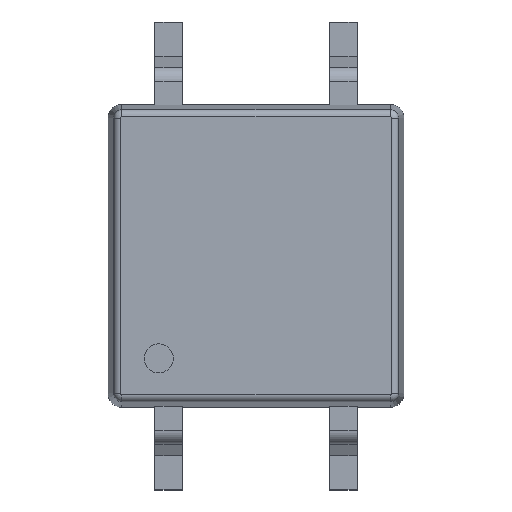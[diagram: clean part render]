
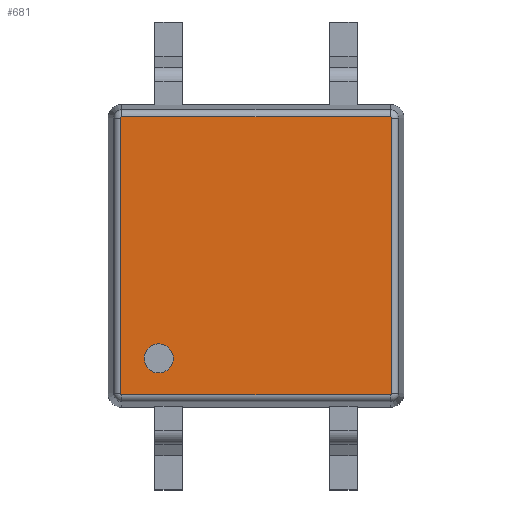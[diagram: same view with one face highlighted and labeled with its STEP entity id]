
A CAD part, top view. The second image highlights one B-rep face of the part: STEP entity #681.
In plain terms, the highlighted planar face has unit normal (0, 0, 1).
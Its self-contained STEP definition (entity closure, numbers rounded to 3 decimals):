
#286 = DIRECTION ( 'NONE',  ( 0., -1., 0. ) ) ;
#343 = VERTEX_POINT ( 'NONE', #4980 ) ;
#354 = ORIENTED_EDGE ( 'NONE', *, *, #6003, .T. ) ;
#400 = CARTESIAN_POINT ( 'NONE',  ( -1.95, -2.021, 1. ) ) ;
#505 = ORIENTED_EDGE ( 'NONE', *, *, #513, .T. ) ;
#513 = EDGE_CURVE ( 'NONE', #4585, #4933, #6126, .T. ) ;
#553 = AXIS2_PLACEMENT_3D ( 'NONE', #4984, #2062, #5528 ) ;
#569 = CARTESIAN_POINT ( 'NONE',  ( 1.95, -2.021, 1. ) ) ;
#575 = DIRECTION ( 'NONE',  ( 1., 0., 0. ) ) ;
#681 = ADVANCED_FACE ( 'NONE', ( #3990, #4763 ), #1891, .T. ) ;
#884 = CIRCLE ( 'NONE', #1933, 0.211 ) ;
#940 = EDGE_CURVE ( 'NONE', #4933, #2486, #2742, .T. ) ;
#997 = DIRECTION ( 'NONE',  ( 0., 0., 1. ) ) ;
#999 = DIRECTION ( 'NONE',  ( 1., 0., 0. ) ) ;
#1026 = AXIS2_PLACEMENT_3D ( 'NONE', #1641, #7066, #2102 ) ;
#1029 = CIRCLE ( 'NONE', #3071, 0.021 ) ;
#1088 = CARTESIAN_POINT ( 'NONE',  ( -1.95, 2.021, 1. ) ) ;
#1129 = ORIENTED_EDGE ( 'NONE', *, *, #3732, .T. ) ;
#1221 = DIRECTION ( 'NONE',  ( 0., 1., 0. ) ) ;
#1373 = VECTOR ( 'NONE', #4409, 1000. ) ;
#1438 = CARTESIAN_POINT ( 'NONE',  ( -1.95, 2.021, 1. ) ) ;
#1532 = LINE ( 'NONE', #5205, #1890 ) ;
#1641 = CARTESIAN_POINT ( 'NONE',  ( 1.95, 2., 1. ) ) ;
#1700 = EDGE_CURVE ( 'NONE', #6137, #3773, #3225, .T. ) ;
#1834 = CARTESIAN_POINT ( 'NONE',  ( -1.202, -1.491, 1. ) ) ;
#1890 = VECTOR ( 'NONE', #286, 1000. ) ;
#1891 = PLANE ( 'NONE',  #4284 ) ;
#1933 = AXIS2_PLACEMENT_3D ( 'NONE', #4901, #3771, #3214 ) ;
#1937 = EDGE_CURVE ( 'NONE', #6263, #3079, #884, .T. ) ;
#2040 = ORIENTED_EDGE ( 'NONE', *, *, #1700, .T. ) ;
#2062 = DIRECTION ( 'NONE',  ( 0., 0., 1. ) ) ;
#2102 = DIRECTION ( 'NONE',  ( 1., 0., 0. ) ) ;
#2146 = DIRECTION ( 'NONE',  ( 1., 0., 0. ) ) ;
#2268 = CARTESIAN_POINT ( 'NONE',  ( 1.971, 2., 1. ) ) ;
#2414 = DIRECTION ( 'NONE',  ( 0., 0., 1. ) ) ;
#2486 = VERTEX_POINT ( 'NONE', #4311 ) ;
#2717 = EDGE_LOOP ( 'NONE', ( #5562, #4462 ) ) ;
#2742 = CIRCLE ( 'NONE', #2954, 0.021 ) ;
#2807 = EDGE_CURVE ( 'NONE', #2486, #7026, #4155, .T. ) ;
#2856 = LINE ( 'NONE', #1088, #1373 ) ;
#2954 = AXIS2_PLACEMENT_3D ( 'NONE', #3705, #4261, #999 ) ;
#3030 = CARTESIAN_POINT ( 'NONE',  ( -1.971, -2., 1. ) ) ;
#3071 = AXIS2_PLACEMENT_3D ( 'NONE', #6609, #997, #2146 ) ;
#3079 = VERTEX_POINT ( 'NONE', #5548 ) ;
#3214 = DIRECTION ( 'NONE',  ( 1., 0., 0. ) ) ;
#3225 = CIRCLE ( 'NONE', #4859, 0.021 ) ;
#3458 = EDGE_CURVE ( 'NONE', #343, #6137, #2856, .T. ) ;
#3694 = VECTOR ( 'NONE', #5133, 1000. ) ;
#3705 = CARTESIAN_POINT ( 'NONE',  ( 1.95, -2., 1. ) ) ;
#3732 = EDGE_CURVE ( 'NONE', #6479, #4585, #1029, .T. ) ;
#3771 = DIRECTION ( 'NONE',  ( 0., 0., 1. ) ) ;
#3773 = VERTEX_POINT ( 'NONE', #4922 ) ;
#3779 = EDGE_LOOP ( 'NONE', ( #1129, #505, #6676, #4915, #4684, #4315, #2040, #354 ) ) ;
#3879 = DIRECTION ( 'NONE',  ( 0., 0., 1. ) ) ;
#3896 = VECTOR ( 'NONE', #1221, 1000. ) ;
#3953 = EDGE_CURVE ( 'NONE', #3079, #6263, #4830, .T. ) ;
#3990 = FACE_BOUND ( 'NONE', #2717, .T. ) ;
#4096 = DIRECTION ( 'NONE',  ( 1., 0., 0. ) ) ;
#4155 = LINE ( 'NONE', #2268, #3896 ) ;
#4261 = DIRECTION ( 'NONE',  ( 0., 0., 1. ) ) ;
#4284 = AXIS2_PLACEMENT_3D ( 'NONE', #5209, #2414, #4096 ) ;
#4311 = CARTESIAN_POINT ( 'NONE',  ( 1.971, -2., 1. ) ) ;
#4315 = ORIENTED_EDGE ( 'NONE', *, *, #3458, .T. ) ;
#4409 = DIRECTION ( 'NONE',  ( -1., 0., 0. ) ) ;
#4462 = ORIENTED_EDGE ( 'NONE', *, *, #3953, .F. ) ;
#4585 = VERTEX_POINT ( 'NONE', #400 ) ;
#4684 = ORIENTED_EDGE ( 'NONE', *, *, #4879, .T. ) ;
#4763 = FACE_OUTER_BOUND ( 'NONE', #3779, .T. ) ;
#4830 = CIRCLE ( 'NONE', #553, 0.211 ) ;
#4859 = AXIS2_PLACEMENT_3D ( 'NONE', #5499, #3879, #575 ) ;
#4879 = EDGE_CURVE ( 'NONE', #7026, #343, #5368, .T. ) ;
#4901 = CARTESIAN_POINT ( 'NONE',  ( -1.414, -1.491, 1. ) ) ;
#4915 = ORIENTED_EDGE ( 'NONE', *, *, #2807, .T. ) ;
#4922 = CARTESIAN_POINT ( 'NONE',  ( -1.971, 2., 1. ) ) ;
#4933 = VERTEX_POINT ( 'NONE', #569 ) ;
#4980 = CARTESIAN_POINT ( 'NONE',  ( 1.95, 2.021, 1. ) ) ;
#4984 = CARTESIAN_POINT ( 'NONE',  ( -1.414, -1.491, 1. ) ) ;
#5133 = DIRECTION ( 'NONE',  ( 1., 0., 0. ) ) ;
#5205 = CARTESIAN_POINT ( 'NONE',  ( -1.971, -2., 1. ) ) ;
#5209 = CARTESIAN_POINT ( 'NONE',  ( 1.95, -2., 1. ) ) ;
#5368 = CIRCLE ( 'NONE', #1026, 0.021 ) ;
#5499 = CARTESIAN_POINT ( 'NONE',  ( -1.95, 2., 1. ) ) ;
#5528 = DIRECTION ( 'NONE',  ( 1., 0., 0. ) ) ;
#5548 = CARTESIAN_POINT ( 'NONE',  ( -1.625, -1.491, 1. ) ) ;
#5562 = ORIENTED_EDGE ( 'NONE', *, *, #1937, .F. ) ;
#5832 = CARTESIAN_POINT ( 'NONE',  ( 1.971, 2., 1. ) ) ;
#6003 = EDGE_CURVE ( 'NONE', #3773, #6479, #1532, .T. ) ;
#6126 = LINE ( 'NONE', #6230, #3694 ) ;
#6137 = VERTEX_POINT ( 'NONE', #1438 ) ;
#6230 = CARTESIAN_POINT ( 'NONE',  ( 1.95, -2.021, 1. ) ) ;
#6263 = VERTEX_POINT ( 'NONE', #1834 ) ;
#6479 = VERTEX_POINT ( 'NONE', #3030 ) ;
#6609 = CARTESIAN_POINT ( 'NONE',  ( -1.95, -2., 1. ) ) ;
#6676 = ORIENTED_EDGE ( 'NONE', *, *, #940, .T. ) ;
#7026 = VERTEX_POINT ( 'NONE', #5832 ) ;
#7066 = DIRECTION ( 'NONE',  ( 0., 0., 1. ) ) ;
